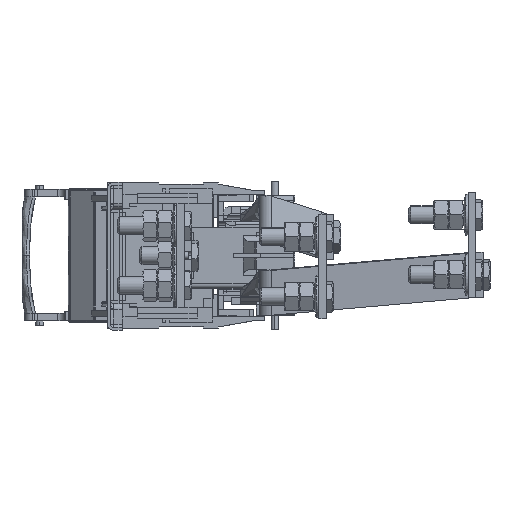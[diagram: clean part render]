
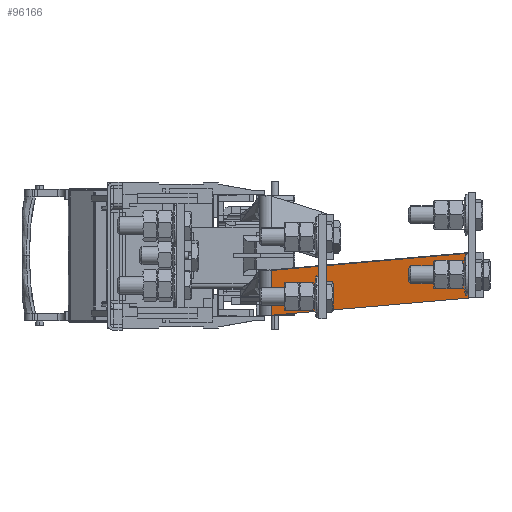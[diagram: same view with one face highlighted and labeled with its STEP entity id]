
A CAD part, left-side view. The second image highlights one B-rep face of the part: STEP entity #96166.
In plain terms, the highlighted planar face has unit normal (-0.996, 0, -0.087).
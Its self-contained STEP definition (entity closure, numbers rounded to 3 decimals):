
#4419 = ORIENTED_EDGE ( 'NONE', *, *, #16867, .F. ) ;
#8472 = CARTESIAN_POINT ( 'NONE',  ( -15.068, 15., 7.888 ) ) ;
#9085 = CARTESIAN_POINT ( 'NONE',  ( -16.282, -234.026, 21.76 ) ) ;
#10597 = VECTOR ( 'NONE', #19225, 1000. ) ;
#15484 = CARTESIAN_POINT ( 'NONE',  ( -14.383, 15., 0.056 ) ) ;
#16867 = EDGE_CURVE ( 'NONE', #94082, #53844, #64401, .T. ) ;
#16910 = FACE_OUTER_BOUND ( 'NONE', #21790, .T. ) ;
#17536 = DIRECTION ( 'NONE',  ( 0.008, 0.996, -0.087 ) ) ;
#17838 = VERTEX_POINT ( 'NONE', #15484 ) ;
#18944 = ORIENTED_EDGE ( 'NONE', *, *, #35720, .F. ) ;
#19225 = DIRECTION ( 'NONE',  ( 0.087, 0., -0.996 ) ) ;
#21790 = EDGE_LOOP ( 'NONE', ( #18944, #4419, #55886, #40022 ) ) ;
#22344 = DIRECTION ( 'NONE',  ( 0.996, 0., 0.087 ) ) ;
#25859 = EDGE_CURVE ( 'NONE', #43749, #17838, #70821, .T. ) ;
#26425 = VECTOR ( 'NONE', #17536, 1000. ) ;
#29912 = VECTOR ( 'NONE', #83619, 1000. ) ;
#31694 = CARTESIAN_POINT ( 'NONE',  ( -18.03, -119., 41.735 ) ) ;
#35720 = EDGE_CURVE ( 'NONE', #53844, #43749, #80143, .T. ) ;
#40022 = ORIENTED_EDGE ( 'NONE', *, *, #25859, .F. ) ;
#43749 = VERTEX_POINT ( 'NONE', #92040 ) ;
#51953 = LINE ( 'NONE', #8472, #29912 ) ;
#52676 = CARTESIAN_POINT ( 'NONE',  ( -15.068, -119., 7.888 ) ) ;
#53844 = VERTEX_POINT ( 'NONE', #31694 ) ;
#55886 = ORIENTED_EDGE ( 'NONE', *, *, #103497, .T. ) ;
#57411 = AXIS2_PLACEMENT_3D ( 'NONE', #72344, #22344, #80927 ) ;
#64401 = LINE ( 'NONE', #75926, #67010 ) ;
#67010 = VECTOR ( 'NONE', #77004, 1000. ) ;
#70821 = LINE ( 'NONE', #9085, #26425 ) ;
#72344 = CARTESIAN_POINT ( 'NONE',  ( -15.068, 68.561, 7.888 ) ) ;
#75926 = CARTESIAN_POINT ( 'NONE',  ( -18.887, -231.412, 51.532 ) ) ;
#77004 = DIRECTION ( 'NONE',  ( -0.008, -0.996, 0.087 ) ) ;
#80143 = LINE ( 'NONE', #52676, #10597 ) ;
#80927 = DIRECTION ( 'NONE',  ( 0.008, 0.996, -0.087 ) ) ;
#83619 = DIRECTION ( 'NONE',  ( 0.087, 0., -0.996 ) ) ;
#92040 = CARTESIAN_POINT ( 'NONE',  ( -15.405, -119., 11.735 ) ) ;
#94082 = VERTEX_POINT ( 'NONE', #103989 ) ;
#96166 = ADVANCED_FACE ( 'NONE', ( #16910 ), #105974, .F. ) ;
#103497 = EDGE_CURVE ( 'NONE', #94082, #17838, #51953, .T. ) ;
#103989 = CARTESIAN_POINT ( 'NONE',  ( -17.008, 15., 30.056 ) ) ;
#105974 = PLANE ( 'NONE',  #57411 ) ;
